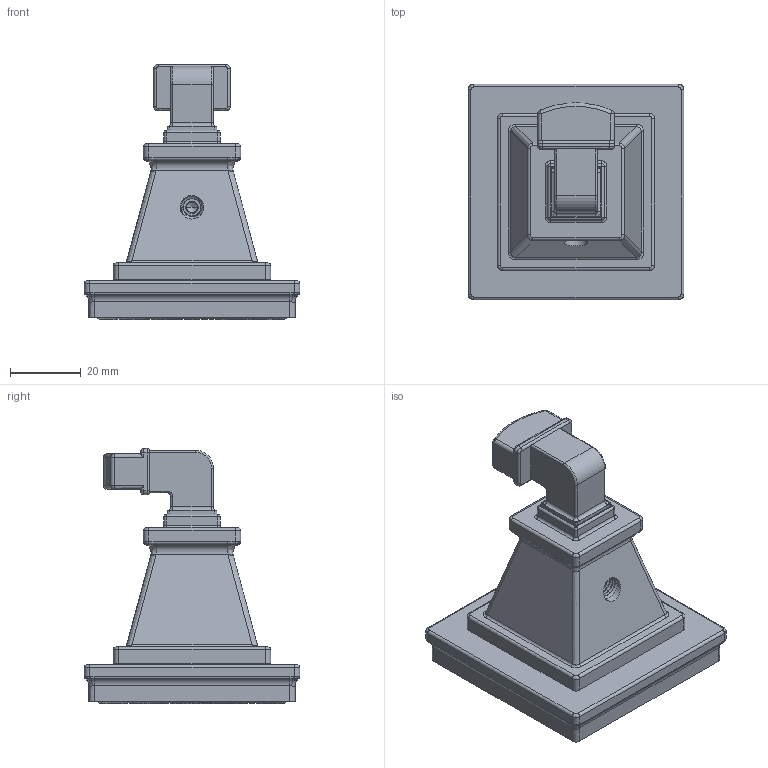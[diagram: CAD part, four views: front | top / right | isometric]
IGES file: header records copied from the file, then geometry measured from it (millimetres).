
Start section:  PTC IGES file: 43-12.igs
Global section: file name: 43-12.igs; native system: Creo Parametric by Parametric Technology Corporation; preprocessor: 2014000; author: vinay.hs; organization: Unknown; date: 20161115.162657; units: inch
Bounding box: 60.71 x 60.71 x 71.86 mm (x, y, z)
Surface area: 25527.5 mm2 (no closed solid volume)
Topology: 0 solids, 14 shells, 388 faces, 1183 edges, 818 vertices
Faces by surface type: revolution 227, bspline 161
